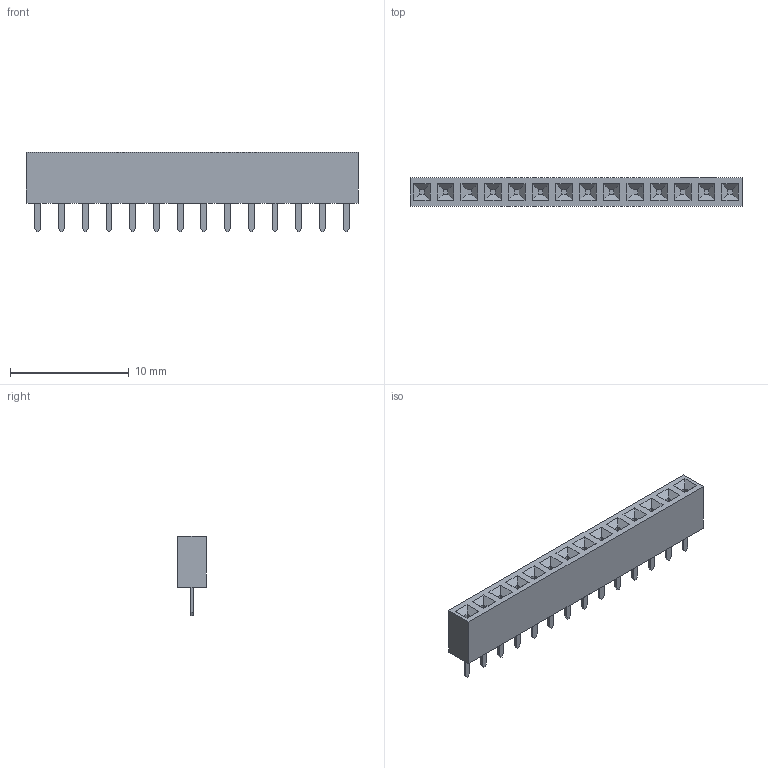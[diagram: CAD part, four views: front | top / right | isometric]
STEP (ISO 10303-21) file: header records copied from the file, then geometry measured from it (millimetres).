
FILE_DESCRIPTION (( 'STEP AP214' ), '1' );
FILE_NAME ('CONN-TH_14P-P2.00_KINGHELM_KH-2FH-1X14P-H4.3.step', '2022-08-03T14:43:52', ( '' ), ( '' ), 'SwSTEP 2.0', 'SolidWorks 2020', '' );
FILE_SCHEMA (( 'AUTOMOTIVE_DESIGN' ));
Length unit declared in the file: millimetre
Products named in the file (1): CONN-TH_14P-P2.00_KINGHELM_KH-2FH-1X14P-H4.3
Bounding box: 28 x 2.4 x 6.7 mm (x, y, z)
Volume: 203.5 mm3; surface area: 1057 mm2
Topology: 42 solids, 42 shells, 982 faces, 2631 edges, 1754 vertices
Faces by surface type: plane 758, cylinder 112, bspline 112
Entity records: 42816 total; most frequent: CARTESIAN_POINT 7472, ORIENTED_EDGE 5262, DIRECTION 4369, EDGE_CURVE 2631, LINE 2179, VECTOR 2179, VERTEX_POINT 1754, AXIS2_PLACEMENT_3D 1095
